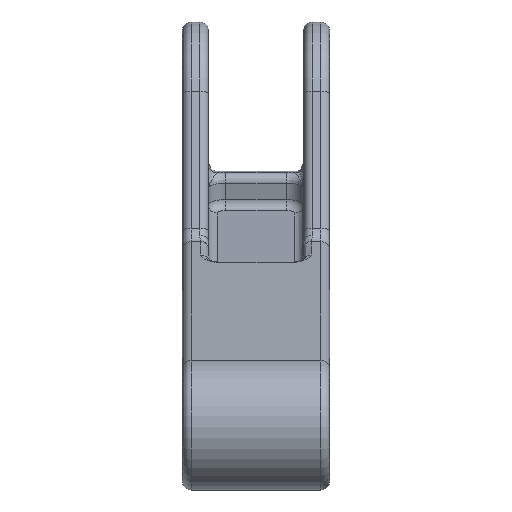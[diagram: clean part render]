
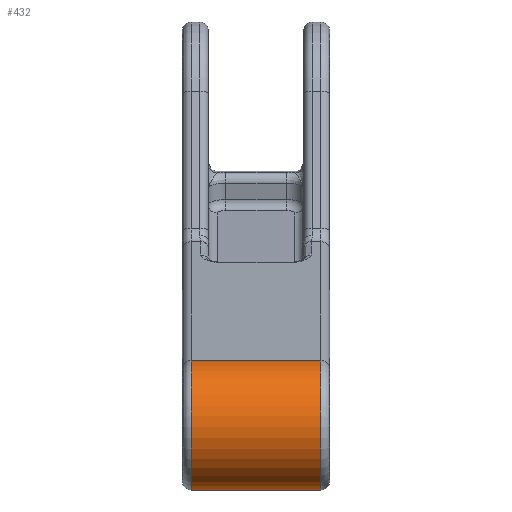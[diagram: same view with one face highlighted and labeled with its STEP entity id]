
A CAD part, left-side view. The second image highlights one B-rep face of the part: STEP entity #432.
In plain terms, the highlighted cylindrical face has radius 59.4 mm (diameter 118.8 mm), a partial arc.
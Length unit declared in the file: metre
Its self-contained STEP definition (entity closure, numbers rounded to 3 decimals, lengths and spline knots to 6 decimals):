
#432 = ADVANCED_FACE( '', ( #978 ), #979, .T. );
#978 = FACE_OUTER_BOUND( '', #2777, .T. );
#979 = CYLINDRICAL_SURFACE( '', #2778, 0.0594 );
#2777 = EDGE_LOOP( '', ( #19669, #19670, #19671, #19672 ) );
#2778 = AXIS2_PLACEMENT_3D( '', #19673, #19674, #19675 );
#19669 = ORIENTED_EDGE( '', *, *, #21090, .T. );
#19670 = ORIENTED_EDGE( '', *, *, #20693, .T. );
#19671 = ORIENTED_EDGE( '', *, *, #21091, .T. );
#19672 = ORIENTED_EDGE( '', *, *, #21092, .T. );
#19673 = CARTESIAN_POINT( '', ( 4.079159, -0.06732, 1.237142 ) );
#19674 = DIRECTION( '', ( 0., -1., 0. ) );
#19675 = DIRECTION( '', ( -0.957, 0., -0.289 ) );
#20693 = EDGE_CURVE( '', #21408, #21413, #21415, .T. );
#21090 = EDGE_CURVE( '', #22026, #21408, #22027, .T. );
#21091 = EDGE_CURVE( '', #21413, #22028, #22029, .F. );
#21092 = EDGE_CURVE( '', #22028, #22026, #22030, .F. );
#21408 = VERTEX_POINT( '', #22406 );
#21413 = VERTEX_POINT( '', #22411 );
#21415 = CIRCLE( '', #22413, 0.0594 );
#22026 = VERTEX_POINT( '', #23971 );
#22027 = LINE( '', #23972, #23973 );
#22028 = VERTEX_POINT( '', #23974 );
#22029 = LINE( '', #23975, #23976 );
#22030 = CIRCLE( '', #23977, 0.0594 );
#22406 = CARTESIAN_POINT( '', ( 4.095171, 0.0594, 1.294344 ) );
#22411 = CARTESIAN_POINT( '', ( 4.124117, 0.0594, 1.19832 ) );
#22413 = AXIS2_PLACEMENT_3D( '', #25049, #25050, #25051 );
#23971 = CARTESIAN_POINT( '', ( 4.095171, -0.0594, 1.294344 ) );
#23972 = CARTESIAN_POINT( '', ( 4.095171, -0.06732, 1.294344 ) );
#23973 = VECTOR( '', #25677, 1. );
#23974 = CARTESIAN_POINT( '', ( 4.124117, -0.0594, 1.19832 ) );
#23975 = CARTESIAN_POINT( '', ( 4.124117, -0.06732, 1.19832 ) );
#23976 = VECTOR( '', #25678, 1. );
#23977 = AXIS2_PLACEMENT_3D( '', #25679, #25680, #25681 );
#25049 = CARTESIAN_POINT( '', ( 4.079159, 0.0594, 1.237142 ) );
#25050 = DIRECTION( '', ( 0., -1., 0. ) );
#25051 = DIRECTION( '', ( 0.957, 0., 0.289 ) );
#25677 = DIRECTION( '', ( 0., 1., 0. ) );
#25678 = DIRECTION( '', ( 0., 1., 0. ) );
#25679 = CARTESIAN_POINT( '', ( 4.079159, -0.0594, 1.237142 ) );
#25680 = DIRECTION( '', ( 0., -1., 0. ) );
#25681 = DIRECTION( '', ( 0.957, 0., 0.289 ) );
